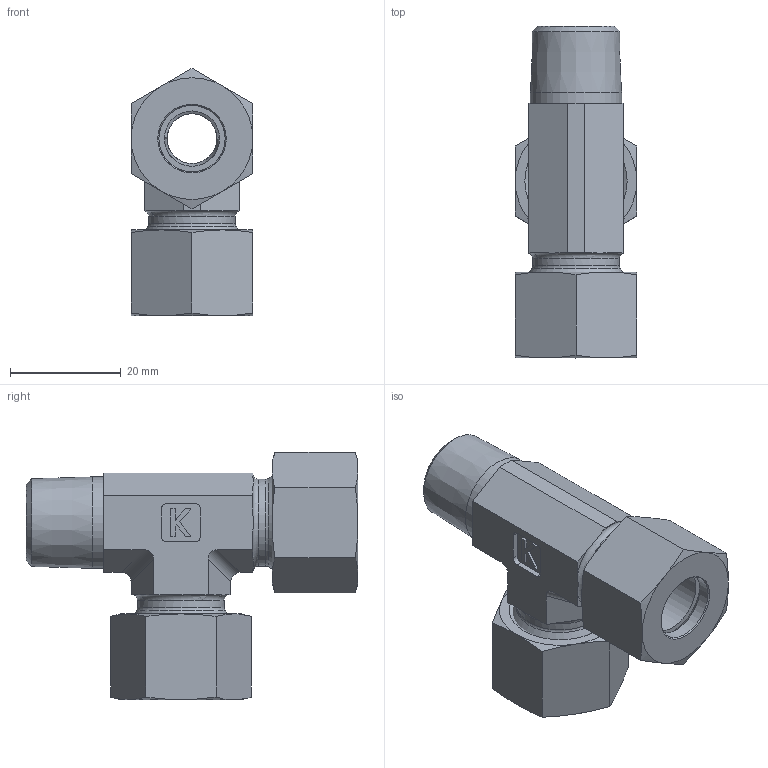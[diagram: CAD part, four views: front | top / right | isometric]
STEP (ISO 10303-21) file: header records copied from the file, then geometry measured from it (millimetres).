
FILE_DESCRIPTION((''),'2;1');
FILE_NAME('2503121618.stp','2014-08-25T11:02:19',(''),('KNOMI spol. s r. o.'),'Autodesk Inventor 2012','Autodesk Inventor 2012','');
FILE_SCHEMA(('AUTOMOTIVE_DESIGN { 1 2 10303 214 0 1 1 1 }'));
Length unit declared in the file: millimetre
Products named in the file (4): TBCM2K 12LMkuž; 40112; 3911218; 2502121618
Assembly tree (5 placements, depth 2):
  TBCM2K 12LMkuž
    40112  x2
    3911218  x2
    2502121618
Bounding box: 22 x 60 x 44.7 mm (x, y, z)
Volume: 18326.4 mm3; surface area: 13014.9 mm2
Topology: 5 solids, 5 shells, 159 faces, 385 edges, 240 vertices
Faces by surface type: plane 73, cone 50, cylinder 30, torus 6
Full cylindrical faces by diameter (mm): 9 x1, 10 x2, 12 x6, 14.3 x2, 15.7 x2, 16 x2, 16.376 x2, 16.532 x1, 18 x2
Entity records: 3747 total; most frequent: CARTESIAN_POINT 770, DIRECTION 582, ORIENTED_EDGE 524, EDGE_CURVE 262, AXIS2_PLACEMENT_3D 228, VERTEX_POINT 184, EDGE_LOOP 172, STYLED_ITEM 127
